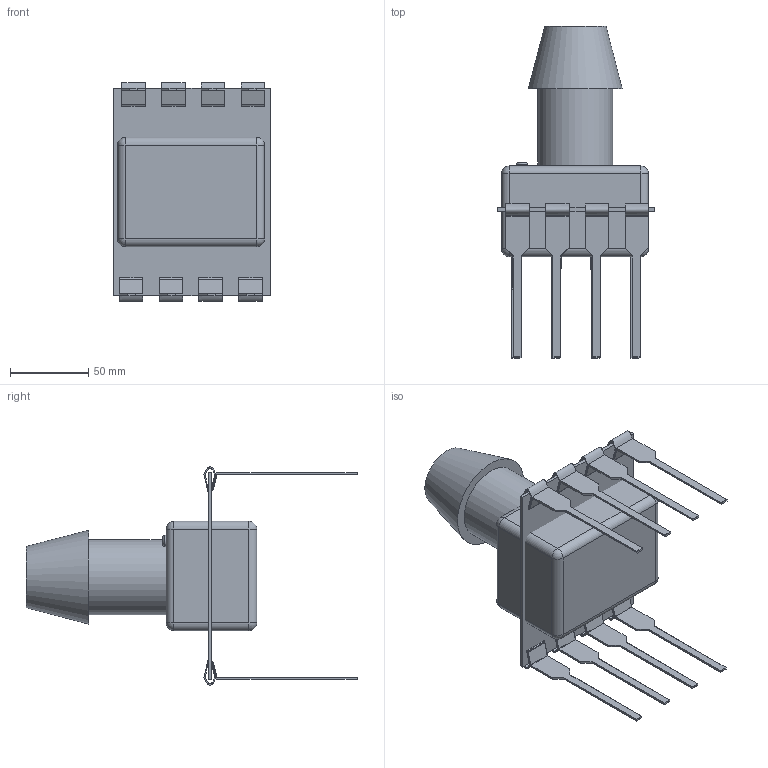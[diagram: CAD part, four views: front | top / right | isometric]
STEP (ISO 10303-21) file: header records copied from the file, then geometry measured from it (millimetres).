
FILE_DESCRIPTION(/* description */ (''),/* implementation_level */ '2;1');
FILE_NAME(/* name */ 'SSCDANN015PAAA5_WHL.step',/* time_stamp */ '2025-03-10T17:19:25-06:00',/* author */ (''),/* organization */ (''),/* preprocessor_version */ 'ST-DEVELOPER v20',/* originating_system */ 'Autodesk Translation Framework v12.14.0.127',/* authorisation */ '');
FILE_SCHEMA (('AUTOMOTIVE_DESIGN { 1 0 10303 214 3 1 1 }'));
Length unit declared in the file: millimetre
Products named in the file (1): SSCDANN015PAAA5
Bounding box: 100 x 212.15 x 139.64 mm (x, y, z)
Volume: 601600.6 mm3; surface area: 161637.4 mm2
Topology: 5 solids, 5 shells, 261 faces, 675 edges, 436 vertices
Faces by surface type: plane 191, bspline 37, cylinder 24, sphere 8, torus 1
Full cylindrical faces by diameter (mm): 7.288 x1, 29.507 x1, 48 x1
Entity records: 9600 total; most frequent: CARTESIAN_POINT 3452, ORIENTED_EDGE 1368, DIRECTION 1114, EDGE_CURVE 684, LINE 558, VECTOR 558, VERTEX_POINT 436, EDGE_LOOP 282
